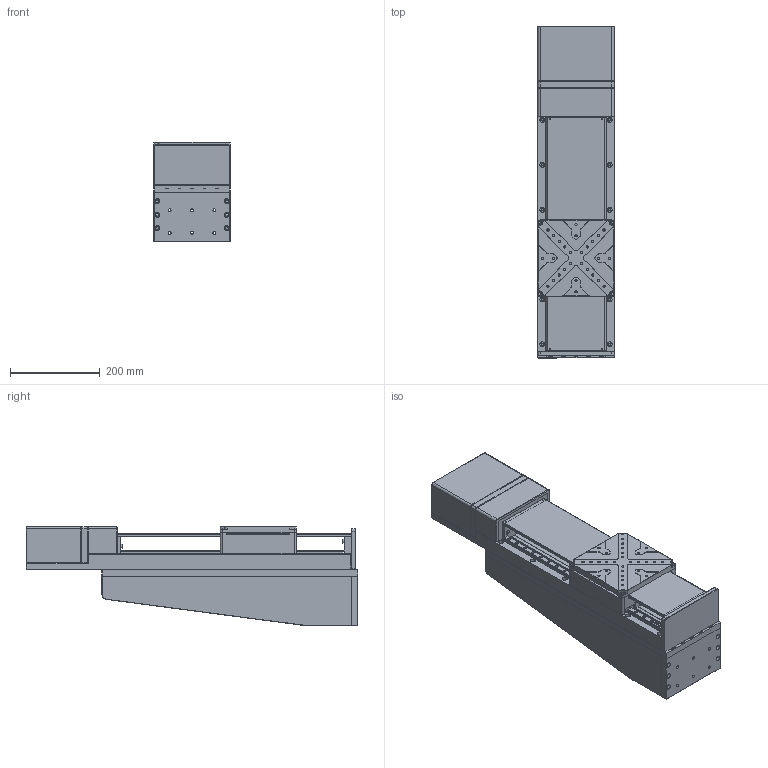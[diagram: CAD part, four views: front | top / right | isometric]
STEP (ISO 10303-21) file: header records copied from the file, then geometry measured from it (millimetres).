
FILE_DESCRIPTION (( 'STEP AP203' ), '1' );
FILE_NAME ('FMSZ170S-300.STEP', '2022-11-18T11:08:01', ( '' ), ( '' ), 'SwSTEP 2.0', 'SolidWorks 2017', '' );
FILE_SCHEMA (( 'CONFIG_CONTROL_DESIGN' ));
Length unit declared in the file: millimetre
Products named in the file (1): FMSZ170S-300
Bounding box: 170 x 739 x 221.5 mm (x, y, z)
Surface area: 1150770.5 mm2 (no closed solid volume)
Topology: 0 solids, 45 shells, 681 faces, 3381 edges, 2718 vertices
Faces by surface type: cylinder 321, plane 303, cone 56, bspline 1
Entity records: 35077 total; most frequent: CARTESIAN_POINT 7620, DIRECTION 5762, ORIENTED_EDGE 4751, EDGE_CURVE 3381, VERTEX_POINT 2718, AXIS2_PLACEMENT_3D 1933, VECTOR 1896, LINE 1896
